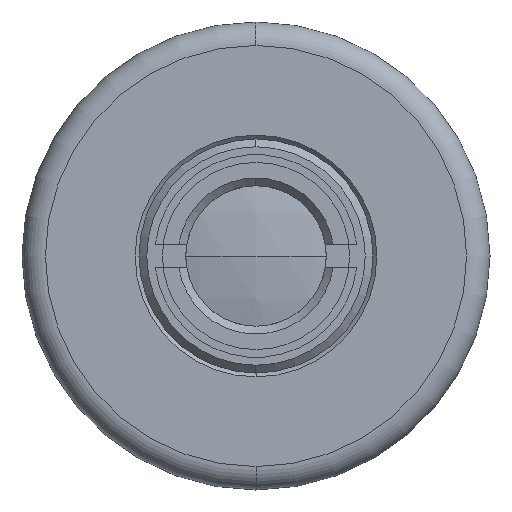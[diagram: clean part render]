
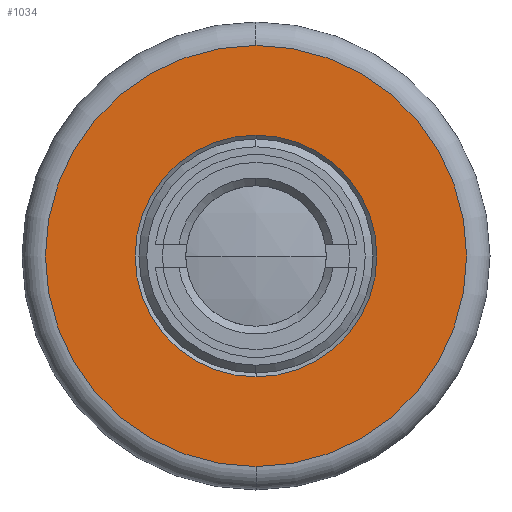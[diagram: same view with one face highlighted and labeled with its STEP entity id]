
A CAD part, left-side view. The second image highlights one B-rep face of the part: STEP entity #1034.
In plain terms, the highlighted planar face has unit normal (-1, 0, 0).
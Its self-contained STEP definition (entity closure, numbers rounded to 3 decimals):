
#2 = CARTESIAN_POINT ( 'NONE',  ( 9.214, 0., 7.75 ) ) ;
#18 = EDGE_CURVE ( 'NONE', #1298, #162, #1197, .T. ) ;
#35 = DIRECTION ( 'NONE',  ( 0., 0., -1. ) ) ;
#38 = CARTESIAN_POINT ( 'NONE',  ( 9.214, 0., -7.75 ) ) ;
#52 = VERTEX_POINT ( 'NONE', #2 ) ;
#64 = DIRECTION ( 'NONE',  ( 0., 0., -1. ) ) ;
#102 = AXIS2_PLACEMENT_3D ( 'NONE', #1020, #1491, #64 ) ;
#140 = FACE_BOUND ( 'NONE', #301, .T. ) ;
#158 = DIRECTION ( 'NONE',  ( 1., 0., 0. ) ) ;
#162 = VERTEX_POINT ( 'NONE', #952 ) ;
#175 = ORIENTED_EDGE ( 'NONE', *, *, #18, .T. ) ;
#216 = DIRECTION ( 'NONE',  ( 0., 0., -1. ) ) ;
#267 = VERTEX_POINT ( 'NONE', #38 ) ;
#283 = CARTESIAN_POINT ( 'NONE',  ( 9.214, 0., 0. ) ) ;
#301 = EDGE_LOOP ( 'NONE', ( #1067, #887 ) ) ;
#336 = CARTESIAN_POINT ( 'NONE',  ( 9.214, 0., 0. ) ) ;
#425 = DIRECTION ( 'NONE',  ( 1., 0., 0. ) ) ;
#456 = AXIS2_PLACEMENT_3D ( 'NONE', #283, #425, #905 ) ;
#483 = DIRECTION ( 'NONE',  ( 0., 0., -1. ) ) ;
#489 = DIRECTION ( 'NONE',  ( 1., 0., 0. ) ) ;
#524 = AXIS2_PLACEMENT_3D ( 'NONE', #336, #703, #216 ) ;
#614 = PLANE ( 'NONE',  #802 ) ;
#656 = CIRCLE ( 'NONE', #456, 7.75 ) ;
#703 = DIRECTION ( 'NONE',  ( -1., 0., 0. ) ) ;
#784 = CIRCLE ( 'NONE', #102, 13.5 ) ;
#802 = AXIS2_PLACEMENT_3D ( 'NONE', #1092, #489, #483 ) ;
#823 = EDGE_CURVE ( 'NONE', #162, #1298, #784, .T. ) ;
#833 = EDGE_CURVE ( 'NONE', #267, #52, #656, .T. ) ;
#840 = EDGE_LOOP ( 'NONE', ( #1387, #175 ) ) ;
#887 = ORIENTED_EDGE ( 'NONE', *, *, #833, .T. ) ;
#905 = DIRECTION ( 'NONE',  ( 0., 0., -1. ) ) ;
#952 = CARTESIAN_POINT ( 'NONE',  ( 9.214, 0., -13.5 ) ) ;
#957 = FACE_OUTER_BOUND ( 'NONE', #840, .T. ) ;
#1020 = CARTESIAN_POINT ( 'NONE',  ( 9.214, 0., 0. ) ) ;
#1034 = ADVANCED_FACE ( 'NONE', ( #957, #140 ), #614, .F. ) ;
#1067 = ORIENTED_EDGE ( 'NONE', *, *, #1484, .T. ) ;
#1076 = AXIS2_PLACEMENT_3D ( 'NONE', #1464, #158, #35 ) ;
#1092 = CARTESIAN_POINT ( 'NONE',  ( 9.214, 7.25, 0. ) ) ;
#1197 = CIRCLE ( 'NONE', #524, 13.5 ) ;
#1276 = CIRCLE ( 'NONE', #1076, 7.75 ) ;
#1298 = VERTEX_POINT ( 'NONE', #1398 ) ;
#1387 = ORIENTED_EDGE ( 'NONE', *, *, #823, .T. ) ;
#1398 = CARTESIAN_POINT ( 'NONE',  ( 9.214, 0., 13.5 ) ) ;
#1464 = CARTESIAN_POINT ( 'NONE',  ( 9.214, 0., 0. ) ) ;
#1484 = EDGE_CURVE ( 'NONE', #52, #267, #1276, .T. ) ;
#1491 = DIRECTION ( 'NONE',  ( -1., 0., 0. ) ) ;
